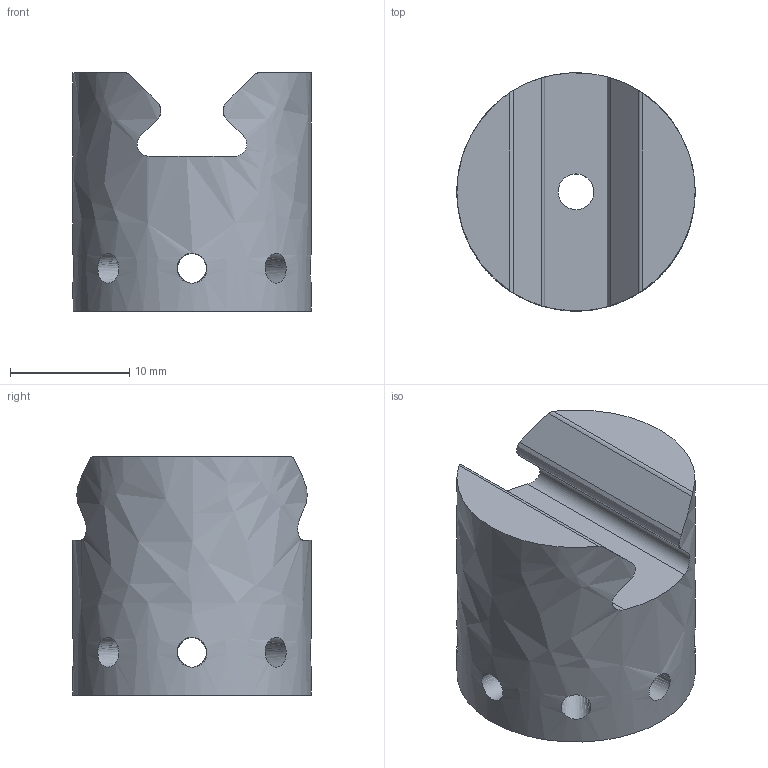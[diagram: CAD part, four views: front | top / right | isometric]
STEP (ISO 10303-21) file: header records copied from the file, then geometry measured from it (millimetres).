
FILE_DESCRIPTION ((), '1');
FILE_NAME ('409010_Schiebeleiste_D20_L20_V10.stp', '2020-03-24T17:13:02', ('Unknown'), ('Unknown'), 'HarmonyWare STEP v1.7.11', 'HarmonyWare Translators', '');
FILE_SCHEMA (('CONFIG_CONTROL_DESIGN'));
Length unit declared in the file: millimetre
Products named in the file (1): 409010_Schiebeleiste_D20_L20_V10
Bounding box: 20 x 20 x 20 mm (x, y, z)
Volume: 4573 mm3; surface area: 2575.7 mm2
Topology: 1 solids, 1 shells, 28 faces, 85 edges, 58 vertices
Faces by surface type: bspline 28
Entity records: 6336 total; most frequent: CARTESIAN_POINT 5732, ORIENTED_EDGE 170, EDGE_CURVE 85, B_SPLINE_CURVE_WITH_KNOTS 59, VERTEX_POINT 58, EDGE_LOOP 45, FACE_OUTER_BOUND 28, ADVANCED_FACE 28
